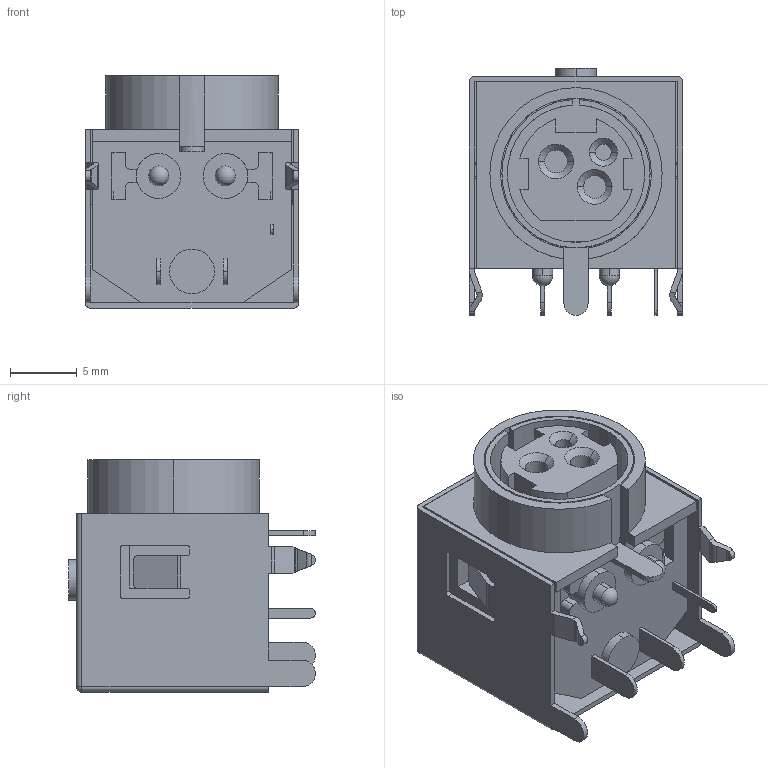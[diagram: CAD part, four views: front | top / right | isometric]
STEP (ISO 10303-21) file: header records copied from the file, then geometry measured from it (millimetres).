
FILE_DESCRIPTION(('STEP AP214'),'1');
FILE_NAME('pd-30s.stp','2015-04-14T09:47:58',('TraceParts'),('TraceParts S.A.'),'XStep 1.0',' ',' ');
FILE_SCHEMA(('automotive_design'));
Length unit declared in the file: millimetre
Products named in the file (3): Fillet8; Chamfer1; Extrude14
Bounding box: 16 x 18.5 x 17.4 mm (x, y, z)
Volume: 2713.4 mm3; surface area: 4191.5 mm2
Topology: 3 solids, 3 shells, 269 faces, 754 edges, 492 vertices
Faces by surface type: plane 159, cylinder 100, cone 6, sphere 4
Entity records: 8671 total; most frequent: CARTESIAN_POINT 1584, ORIENTED_EDGE 1496, DIRECTION 1464, EDGE_CURVE 748, LINE 528, VECTOR 528, VERTEX_POINT 492, AXIS2_PLACEMENT_3D 468
